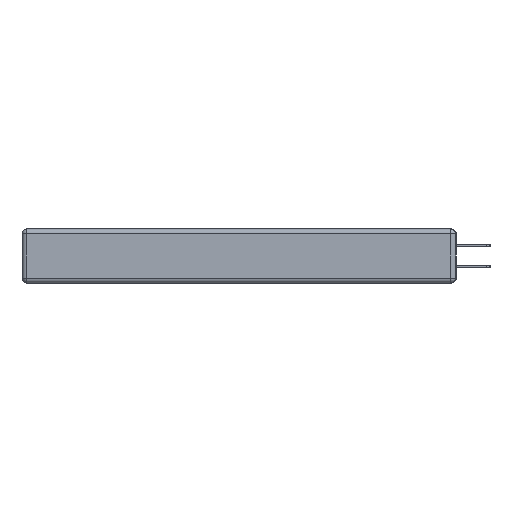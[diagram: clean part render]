
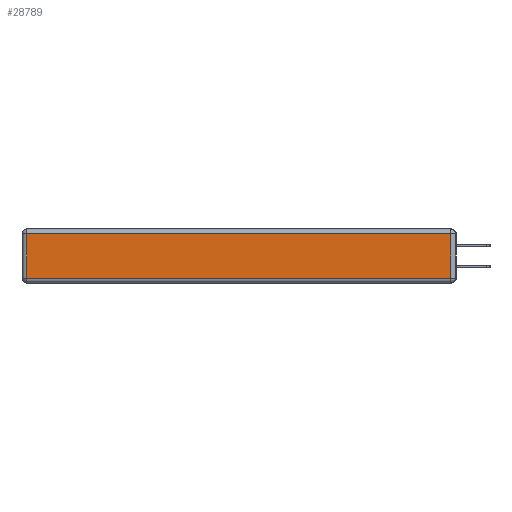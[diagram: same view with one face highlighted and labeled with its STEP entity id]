
A CAD part, left-side view. The second image highlights one B-rep face of the part: STEP entity #28789.
In plain terms, the highlighted planar face has unit normal (-1, 0, 0).
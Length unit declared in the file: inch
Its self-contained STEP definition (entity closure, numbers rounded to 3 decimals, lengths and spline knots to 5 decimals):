
#349 = ORIENTED_EDGE ( 'NONE', *, *, #19256, .T. ) ;
#784 = VERTEX_POINT ( 'NONE', #18364 ) ;
#1899 = VECTOR ( 'NONE', #18651, 39.37008 ) ;
#1902 = LINE ( 'NONE', #10488, #4316 ) ;
#3909 = LINE ( 'NONE', #8124, #1899 ) ;
#4316 = VECTOR ( 'NONE', #26196, 39.37008 ) ;
#4417 = CARTESIAN_POINT ( 'NONE',  ( 0., 0.03, -0.313 ) ) ;
#4508 = DIRECTION ( 'NONE',  ( 0., 0., 1. ) ) ;
#5060 = VERTEX_POINT ( 'NONE', #8243 ) ;
#6541 = CARTESIAN_POINT ( 'NONE',  ( 0., 2.72, -0.343 ) ) ;
#7682 = EDGE_LOOP ( 'NONE', ( #25950, #13221, #349, #27183 ) ) ;
#8124 = CARTESIAN_POINT ( 'NONE',  ( 0., 0.03, -0.343 ) ) ;
#8243 = CARTESIAN_POINT ( 'NONE',  ( 0., 0.03, -0.03 ) ) ;
#8623 = LINE ( 'NONE', #6541, #9884 ) ;
#9143 = DIRECTION ( 'NONE',  ( 0., 0., -1. ) ) ;
#9884 = VECTOR ( 'NONE', #9143, 39.37008 ) ;
#10139 = EDGE_CURVE ( 'NONE', #28741, #784, #8623, .T. ) ;
#10488 = CARTESIAN_POINT ( 'NONE',  ( 0., 0., -0.313 ) ) ;
#11821 = CARTESIAN_POINT ( 'NONE',  ( 0., 2.75, -0.03 ) ) ;
#13221 = ORIENTED_EDGE ( 'NONE', *, *, #24441, .T. ) ;
#14844 = CARTESIAN_POINT ( 'NONE',  ( 0., 0., -0.343 ) ) ;
#14917 = EDGE_CURVE ( 'NONE', #784, #28219, #1902, .T. ) ;
#16934 = DIRECTION ( 'NONE',  ( 0., 1., 0. ) ) ;
#17491 = CARTESIAN_POINT ( 'NONE',  ( 0., 2.72, -0.03 ) ) ;
#17697 = DIRECTION ( 'NONE',  ( -1., 0., 0. ) ) ;
#18364 = CARTESIAN_POINT ( 'NONE',  ( 0., 2.72, -0.313 ) ) ;
#18651 = DIRECTION ( 'NONE',  ( 0., 0., 1. ) ) ;
#19256 = EDGE_CURVE ( 'NONE', #5060, #28741, #29245, .T. ) ;
#20468 = FACE_OUTER_BOUND ( 'NONE', #7682, .T. ) ;
#20735 = VECTOR ( 'NONE', #16934, 39.37008 ) ;
#24441 = EDGE_CURVE ( 'NONE', #28219, #5060, #3909, .T. ) ;
#25950 = ORIENTED_EDGE ( 'NONE', *, *, #14917, .T. ) ;
#26196 = DIRECTION ( 'NONE',  ( 0., -1., 0. ) ) ;
#27183 = ORIENTED_EDGE ( 'NONE', *, *, #10139, .T. ) ;
#28219 = VERTEX_POINT ( 'NONE', #4417 ) ;
#28741 = VERTEX_POINT ( 'NONE', #17491 ) ;
#28789 = ADVANCED_FACE ( 'NONE', ( #20468 ), #30395, .T. ) ;
#29245 = LINE ( 'NONE', #11821, #20735 ) ;
#30395 = PLANE ( 'NONE',  #32729 ) ;
#32729 = AXIS2_PLACEMENT_3D ( 'NONE', #14844, #17697, #4508 ) ;
